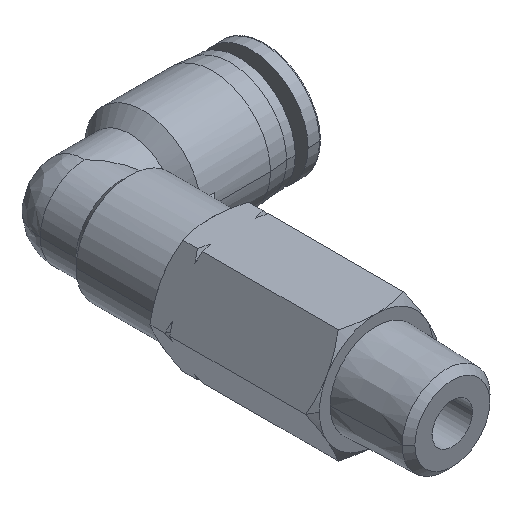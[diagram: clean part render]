
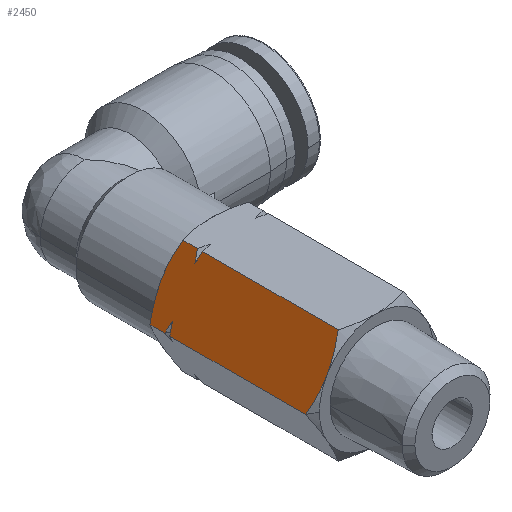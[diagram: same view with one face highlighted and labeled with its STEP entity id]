
A CAD part, isometric view. The second image highlights one B-rep face of the part: STEP entity #2450.
In plain terms, the highlighted planar face has unit normal (-0.866, 0, 0.5).
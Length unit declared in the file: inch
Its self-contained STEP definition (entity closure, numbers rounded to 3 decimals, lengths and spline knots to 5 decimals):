
#23 = VERTEX_POINT ( 'NONE', #255 ) ;
#27 = VERTEX_POINT ( 'NONE', #236 ) ;
#80 = DIRECTION ( 'NONE',  ( 0., -1., 0. ) ) ;
#125 = CARTESIAN_POINT ( 'NONE',  ( -0.2651, -0.71963, 0.04084 ) ) ;
#139 = ORIENTED_EDGE ( 'NONE', *, *, #653, .T. ) ;
#157 = CARTESIAN_POINT ( 'NONE',  ( -0.14434, -0.08706, 0.25 ) ) ;
#171 = CARTESIAN_POINT ( 'NONE',  ( -0.28868, -0.02233, 0. ) ) ;
#176 = CARTESIAN_POINT ( 'NONE',  ( -0.14434, -0.10979, 0.25 ) ) ;
#207 = CARTESIAN_POINT ( 'NONE',  ( -0.21651, 0., 0.125 ) ) ;
#210 = DIRECTION ( 'NONE',  ( 0., 1., 0. ) ) ;
#236 = CARTESIAN_POINT ( 'NONE',  ( -0.28868, -0.70602, 0. ) ) ;
#255 = CARTESIAN_POINT ( 'NONE',  ( -0.14434, -0.70602, 0.25 ) ) ;
#311 = ORIENTED_EDGE ( 'NONE', *, *, #1870, .F. ) ;
#319 = CARTESIAN_POINT ( 'NONE',  ( -0.15178, -0.09136, 0.2371 ) ) ;
#402 = CARTESIAN_POINT ( 'NONE',  ( -0.28868, 0., 0. ) ) ;
#405 = CARTESIAN_POINT ( 'NONE',  ( -0.14434, -0.10979, 0.25 ) ) ;
#420 = CARTESIAN_POINT ( 'NONE',  ( -0.2651, -0.00872, 0.04084 ) ) ;
#443 = DIRECTION ( 'NONE',  ( -0.866, 0., 0.5 ) ) ;
#449 = CARTESIAN_POINT ( 'NONE',  ( -0.24114, 0., 0.08234 ) ) ;
#453 = CARTESIAN_POINT ( 'NONE',  ( -0.19187, 0., 0.16766 ) ) ;
#460 = DIRECTION ( 'NONE',  ( 0., -1., 0. ) ) ;
#536 = CARTESIAN_POINT ( 'NONE',  ( -0.14434, -0.70602, 0.25 ) ) ;
#605 = EDGE_CURVE ( 'NONE', #2997, #974, #1082, .T. ) ;
#611 = CARTESIAN_POINT ( 'NONE',  ( -0.21651, -0.72835, 0.125 ) ) ;
#653 = EDGE_CURVE ( 'NONE', #801, #2997, #2160, .T. ) ;
#726 = DIRECTION ( 'NONE',  ( 0., 1., 0. ) ) ;
#779 = CARTESIAN_POINT ( 'NONE',  ( -0.14434, 0., 0.25 ) ) ;
#801 = VERTEX_POINT ( 'NONE', #2333 ) ;
#866 = B_SPLINE_CURVE_WITH_KNOTS ( 'NONE', 3,
 ( #536, #3542, #3234, #1229 ),
 .UNSPECIFIED., .F., .F.,
 ( 4, 4 ),
 ( 0., 0.00371 ),
 .UNSPECIFIED. ) ;
#878 = LINE ( 'NONE', #2250, #1697 ) ;
#883 = B_SPLINE_CURVE_WITH_KNOTS ( 'NONE', 3,
 ( #4226, #1214, #3220, #176 ),
 .UNSPECIFIED., .F., .F.,
 ( 4, 4 ),
 ( 0., 0.00118 ),
 .UNSPECIFIED. ) ;
#974 = VERTEX_POINT ( 'NONE', #2954 ) ;
#1021 = B_SPLINE_CURVE_WITH_KNOTS ( 'NONE', 3,
 ( #2148, #2478, #453, #2796 ),
 .UNSPECIFIED., .F., .F.,
 ( 4, 4 ),
 ( 0., 0.00371 ),
 .UNSPECIFIED. ) ;
#1082 = LINE ( 'NONE', #402, #2980 ) ;
#1214 = CARTESIAN_POINT ( 'NONE',  ( -0.15929, -0.10166, 0.22411 ) ) ;
#1229 = CARTESIAN_POINT ( 'NONE',  ( -0.21651, -0.72835, 0.125 ) ) ;
#1301 = EDGE_CURVE ( 'NONE', #2640, #27, #3219, .T. ) ;
#1387 = VECTOR ( 'NONE', #726, 39.37008 ) ;
#1397 = FACE_OUTER_BOUND ( 'NONE', #4165, .T. ) ;
#1412 = ORIENTED_EDGE ( 'NONE', *, *, #1635, .T. ) ;
#1433 = LINE ( 'NONE', #779, #1387 ) ;
#1562 = CARTESIAN_POINT ( 'NONE',  ( -0.26614, -0.09843, 0.03902 ) ) ;
#1635 = EDGE_CURVE ( 'NONE', #23, #2948, #1433, .T. ) ;
#1697 = VECTOR ( 'NONE', #210, 39.37008 ) ;
#1777 = EDGE_CURVE ( 'NONE', #2996, #801, #1021, .T. ) ;
#1793 = ORIENTED_EDGE ( 'NONE', *, *, #1301, .T. ) ;
#1801 = CARTESIAN_POINT ( 'NONE',  ( -0.27372, -0.09519, 0.02589 ) ) ;
#1813 = CARTESIAN_POINT ( 'NONE',  ( -0.28123, -0.09136, 0.0129 ) ) ;
#1862 = EDGE_CURVE ( 'NONE', #2776, #2948, #883, .T. ) ;
#1870 = EDGE_CURVE ( 'NONE', #23, #3110, #866, .T. ) ;
#1873 = CARTESIAN_POINT ( 'NONE',  ( -0.21651, -0.72835, 0.125 ) ) ;
#1893 = ORIENTED_EDGE ( 'NONE', *, *, #1777, .T. ) ;
#2043 = CARTESIAN_POINT ( 'NONE',  ( -0.16687, -0.09843, 0.21098 ) ) ;
#2078 = ORIENTED_EDGE ( 'NONE', *, *, #4073, .F. ) ;
#2148 = CARTESIAN_POINT ( 'NONE',  ( -0.14434, -0.02233, 0.25 ) ) ;
#2160 = B_SPLINE_CURVE_WITH_KNOTS ( 'NONE', 3,
 ( #207, #449, #420, #171 ),
 .UNSPECIFIED., .F., .F.,
 ( 4, 4 ),
 ( 0., 0.00371 ),
 .UNSPECIFIED. ) ;
#2250 = CARTESIAN_POINT ( 'NONE',  ( -0.14434, 0., 0.25 ) ) ;
#2266 = ORIENTED_EDGE ( 'NONE', *, *, #3403, .F. ) ;
#2333 = CARTESIAN_POINT ( 'NONE',  ( -0.21651, 0., 0.125 ) ) ;
#2413 = AXIS2_PLACEMENT_3D ( 'NONE', #2465, #443, #2785 ) ;
#2444 = CARTESIAN_POINT ( 'NONE',  ( -0.28868, -0.02233, 0. ) ) ;
#2450 = ADVANCED_FACE ( 'NONE', ( #1397 ), #4112, .T. ) ;
#2465 = CARTESIAN_POINT ( 'NONE',  ( -0.28868, 0., 0. ) ) ;
#2478 = CARTESIAN_POINT ( 'NONE',  ( -0.16792, -0.00872, 0.20916 ) ) ;
#2513 = CARTESIAN_POINT ( 'NONE',  ( -0.28868, -0.70602, 0. ) ) ;
#2538 = VERTEX_POINT ( 'NONE', #157 ) ;
#2592 = CARTESIAN_POINT ( 'NONE',  ( -0.26614, -0.09843, 0.03902 ) ) ;
#2640 = VERTEX_POINT ( 'NONE', #3224 ) ;
#2727 = VERTEX_POINT ( 'NONE', #2592 ) ;
#2776 = VERTEX_POINT ( 'NONE', #2994 ) ;
#2785 = DIRECTION ( 'NONE',  ( 0.5, 0., 0.866 ) ) ;
#2796 = CARTESIAN_POINT ( 'NONE',  ( -0.21651, 0., 0.125 ) ) ;
#2852 = CARTESIAN_POINT ( 'NONE',  ( -0.28123, -0.10549, 0.0129 ) ) ;
#2948 = VERTEX_POINT ( 'NONE', #405 ) ;
#2954 = CARTESIAN_POINT ( 'NONE',  ( -0.28868, -0.08706, 0. ) ) ;
#2980 = VECTOR ( 'NONE', #460, 39.37008 ) ;
#2994 = CARTESIAN_POINT ( 'NONE',  ( -0.16687, -0.09843, 0.21098 ) ) ;
#2996 = VERTEX_POINT ( 'NONE', #3442 ) ;
#2997 = VERTEX_POINT ( 'NONE', #2444 ) ;
#3105 = ORIENTED_EDGE ( 'NONE', *, *, #3492, .F. ) ;
#3110 = VERTEX_POINT ( 'NONE', #611 ) ;
#3158 = VECTOR ( 'NONE', #80, 39.37008 ) ;
#3175 = ORIENTED_EDGE ( 'NONE', *, *, #3789, .F. ) ;
#3219 = LINE ( 'NONE', #4189, #3158 ) ;
#3220 = CARTESIAN_POINT ( 'NONE',  ( -0.15178, -0.10549, 0.2371 ) ) ;
#3224 = CARTESIAN_POINT ( 'NONE',  ( -0.28868, -0.10979, 0. ) ) ;
#3234 = CARTESIAN_POINT ( 'NONE',  ( -0.19187, -0.72835, 0.16766 ) ) ;
#3274 = ORIENTED_EDGE ( 'NONE', *, *, #605, .T. ) ;
#3366 = B_SPLINE_CURVE_WITH_KNOTS ( 'NONE', 3,
 ( #4174, #2852, #3536, #1562 ),
 .UNSPECIFIED., .F., .F.,
 ( 4, 4 ),
 ( 0., 0.00118 ),
 .UNSPECIFIED. ) ;
#3403 = EDGE_CURVE ( 'NONE', #2727, #974, #4061, .T. ) ;
#3442 = CARTESIAN_POINT ( 'NONE',  ( -0.14434, -0.02233, 0.25 ) ) ;
#3492 = EDGE_CURVE ( 'NONE', #3110, #27, #3930, .T. ) ;
#3536 = CARTESIAN_POINT ( 'NONE',  ( -0.27372, -0.10166, 0.02589 ) ) ;
#3542 = CARTESIAN_POINT ( 'NONE',  ( -0.16792, -0.71963, 0.20916 ) ) ;
#3684 = B_SPLINE_CURVE_WITH_KNOTS ( 'NONE', 3,
 ( #3686, #319, #4026, #2043 ),
 .UNSPECIFIED., .F., .F.,
 ( 4, 4 ),
 ( 0., 0.00118 ),
 .UNSPECIFIED. ) ;
#3686 = CARTESIAN_POINT ( 'NONE',  ( -0.14434, -0.08706, 0.25 ) ) ;
#3789 = EDGE_CURVE ( 'NONE', #2538, #2776, #3684, .T. ) ;
#3930 = B_SPLINE_CURVE_WITH_KNOTS ( 'NONE', 3,
 ( #1873, #4182, #125, #2513 ),
 .UNSPECIFIED., .F., .F.,
 ( 4, 4 ),
 ( 0., 0.00371 ),
 .UNSPECIFIED. ) ;
#3935 = ORIENTED_EDGE ( 'NONE', *, *, #1862, .F. ) ;
#4026 = CARTESIAN_POINT ( 'NONE',  ( -0.15929, -0.09519, 0.22411 ) ) ;
#4061 = B_SPLINE_CURVE_WITH_KNOTS ( 'NONE', 3,
 ( #4101, #1801, #1813, #4114 ),
 .UNSPECIFIED., .F., .F.,
 ( 4, 4 ),
 ( 0., 0.00118 ),
 .UNSPECIFIED. ) ;
#4073 = EDGE_CURVE ( 'NONE', #2640, #2727, #3366, .T. ) ;
#4101 = CARTESIAN_POINT ( 'NONE',  ( -0.26614, -0.09843, 0.03902 ) ) ;
#4112 = PLANE ( 'NONE',  #2413 ) ;
#4114 = CARTESIAN_POINT ( 'NONE',  ( -0.28868, -0.08706, 0. ) ) ;
#4123 = EDGE_CURVE ( 'NONE', #2538, #2996, #878, .T. ) ;
#4165 = EDGE_LOOP ( 'NONE', ( #3175, #4217, #1893, #139, #3274, #2266, #2078, #1793, #3105, #311, #1412, #3935 ) ) ;
#4174 = CARTESIAN_POINT ( 'NONE',  ( -0.28868, -0.10979, 0. ) ) ;
#4182 = CARTESIAN_POINT ( 'NONE',  ( -0.24114, -0.72835, 0.08234 ) ) ;
#4189 = CARTESIAN_POINT ( 'NONE',  ( -0.28868, 0., 0. ) ) ;
#4217 = ORIENTED_EDGE ( 'NONE', *, *, #4123, .T. ) ;
#4226 = CARTESIAN_POINT ( 'NONE',  ( -0.16687, -0.09843, 0.21098 ) ) ;
